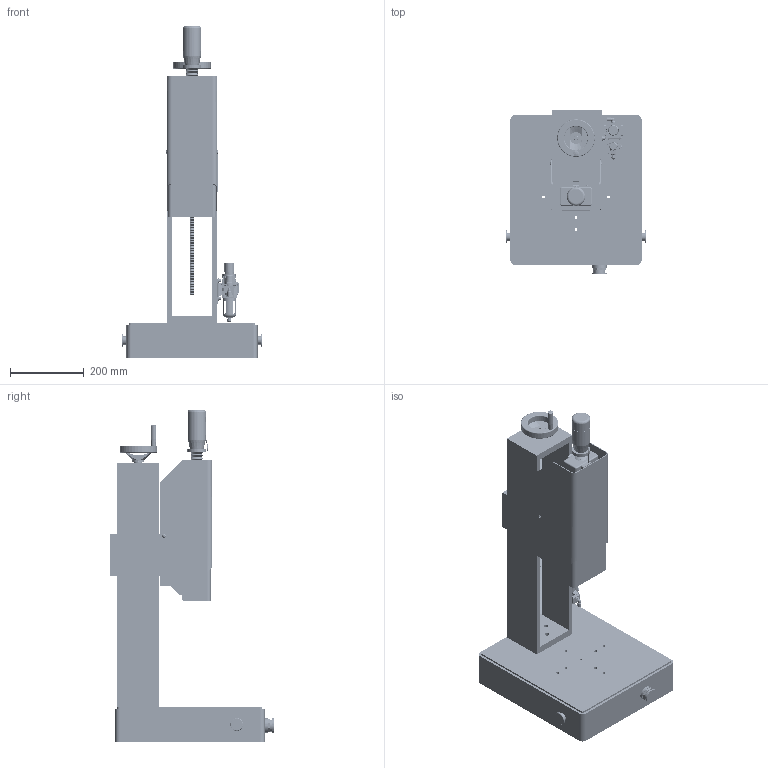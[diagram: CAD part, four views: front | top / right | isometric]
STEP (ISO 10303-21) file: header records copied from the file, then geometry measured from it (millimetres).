
FILE_DESCRIPTION(('', 'CAx-IF Rec.Pracs.---Representation and Presentation of Product Manufacturing Information (PMI)---4.0---2014-10-13'),'2;1');
FILE_NAME('AP3 - EMAIL.STP', '2024-07-01T19:35:56',(''), (''), 'Kubotek Kosmos Version 6.0.14276.14276', 'KeyCreator Pro', '');
FILE_SCHEMA(('AP242_MANAGED_MODEL_BASED_3D_ENGINEERING_MIM_LF { 1 0 10303 442 4 1 4 }'));
Length unit declared in the file: inch
Bounding box: 382.02 x 443.48 x 900.54 mm (x, y, z)
Volume: 19763223.5 mm3; surface area: 1968548 mm2
Topology: 37 solids, 98 shells, 3557 faces, 8147 edges, 4935 vertices
Faces by surface type: cone 1439, plane 1308, cylinder 649, torus 101, bspline 35, sphere 25
Full cylindrical faces by diameter (mm): 1.981 x8, 2 x1, 2.388 x2, 2.438 x1, 2.8 x1, 2.845 x1, 3 x8, 3.05 x1, 3.175 x2, 3.454 x2, 3.5 x2, 3.81 x2, 4 x2, 4.039 x6, 4.366 x4, 4.6 x1, 4.762 x1, 4.826 x4, 5 x2, 5.105 x5, 5.2 x1, 5.207 x4, 5.41 x1, 5.5 x3, 5.512 x8, 5.563 x2, 5.588 x16, 6.35 x5, 6.375 x4, 6.528 x2
Entity records: 104707 total; most frequent: CARTESIAN_POINT 22446, DIRECTION 17700, ORIENTED_EDGE 16014, EDGE_CURVE 8115, AXIS2_PLACEMENT_3D 6595, VERTEX_POINT 4935, VECTOR 4510, LINE 4510
